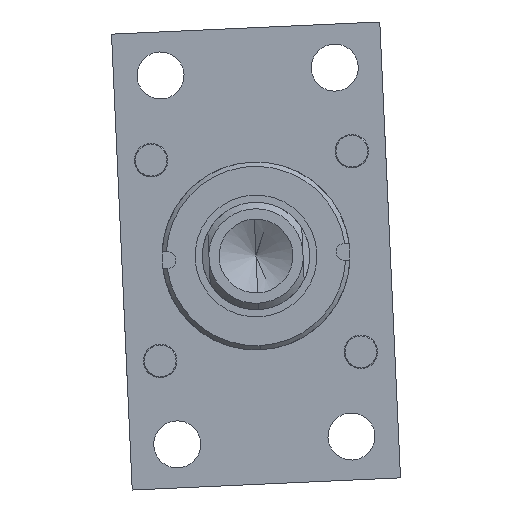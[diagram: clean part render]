
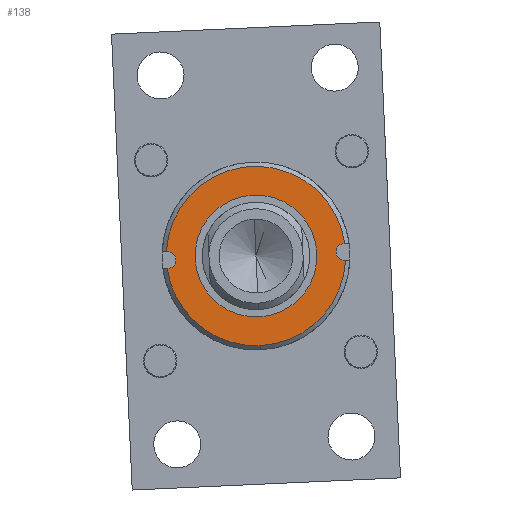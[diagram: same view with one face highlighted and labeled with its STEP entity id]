
A CAD part, left-side view. The second image highlights one B-rep face of the part: STEP entity #138.
In plain terms, the highlighted face is planar.
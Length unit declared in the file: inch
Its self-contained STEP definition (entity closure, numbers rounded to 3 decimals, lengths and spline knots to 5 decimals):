
#123 = CARTESIAN_POINT ( 'NONE',  ( 19.33958, 29.80457, -2.69734 ) ) ;
#138 = ADVANCED_FACE ( 'NONE', ( #8489, #373 ), #5173, .F. ) ;
#335 = LINE ( 'NONE', #5567, #1863 ) ;
#373 = FACE_OUTER_BOUND ( 'NONE', #5899, .T. ) ;
#408 = CARTESIAN_POINT ( 'NONE',  ( 19.41758, 30.63592, -2.69734 ) ) ;
#439 = LINE ( 'NONE', #5681, #4628 ) ;
#485 = CIRCLE ( 'NONE', #8368, 0.5675 ) ;
#545 = EDGE_CURVE ( 'NONE', #3333, #7721, #3018, .T. ) ;
#612 = ORIENTED_EDGE ( 'NONE', *, *, #6556, .T. ) ;
#636 = VERTEX_POINT ( 'NONE', #8934 ) ;
#655 = ORIENTED_EDGE ( 'NONE', *, *, #1664, .F. ) ;
#830 = VERTEX_POINT ( 'NONE', #5337 ) ;
#903 = EDGE_CURVE ( 'NONE', #4513, #8415, #1491, .T. ) ;
#956 = ORIENTED_EDGE ( 'NONE', *, *, #545, .T. ) ;
#1135 = CARTESIAN_POINT ( 'NONE',  ( 19.41758, 30.63592, -2.69734 ) ) ;
#1142 = VERTEX_POINT ( 'NONE', #2023 ) ;
#1151 = CARTESIAN_POINT ( 'NONE',  ( 19.41758, 31.20342, -2.69734 ) ) ;
#1329 = DIRECTION ( 'NONE',  ( 0., 0., 1. ) ) ;
#1398 = VECTOR ( 'NONE', #4768, 39.37008 ) ;
#1433 = ORIENTED_EDGE ( 'NONE', *, *, #8550, .F. ) ;
#1434 = ORIENTED_EDGE ( 'NONE', *, *, #6759, .T. ) ;
#1485 = CARTESIAN_POINT ( 'NONE',  ( 19.41758, 29.81218, -2.69734 ) ) ;
#1491 = CIRCLE ( 'NONE', #5222, 0.835 ) ;
#1576 = DIRECTION ( 'NONE',  ( 0., -1., 0. ) ) ;
#1646 = DIRECTION ( 'NONE',  ( 1., 0., 0. ) ) ;
#1664 = EDGE_CURVE ( 'NONE', #1837, #830, #8058, .T. ) ;
#1673 = DIRECTION ( 'NONE',  ( 0., 1., 0. ) ) ;
#1837 = VERTEX_POINT ( 'NONE', #6418 ) ;
#1863 = VECTOR ( 'NONE', #1576, 39.37008 ) ;
#1879 = VERTEX_POINT ( 'NONE', #3560 ) ;
#2023 = CARTESIAN_POINT ( 'NONE',  ( 19.49558, 29.80457, -2.69734 ) ) ;
#2191 = VERTEX_POINT ( 'NONE', #4746 ) ;
#2344 = DIRECTION ( 'NONE',  ( 1., 0., 0. ) ) ;
#2354 = DIRECTION ( 'NONE',  ( -1., 0., 0. ) ) ;
#2363 = CARTESIAN_POINT ( 'NONE',  ( 18.58258, 30.63592, -2.69734 ) ) ;
#2446 = DIRECTION ( 'NONE',  ( 0., 0., 1. ) ) ;
#2448 = CARTESIAN_POINT ( 'NONE',  ( 19.41758, 30.63592, -2.69734 ) ) ;
#2671 = DIRECTION ( 'NONE',  ( -1., 0., 0. ) ) ;
#2742 = DIRECTION ( 'NONE',  ( 0., 0., -1. ) ) ;
#2763 = ORIENTED_EDGE ( 'NONE', *, *, #6837, .T. ) ;
#3018 = CIRCLE ( 'NONE', #3295, 0.078 ) ;
#3193 = EDGE_CURVE ( 'NONE', #830, #1837, #485, .T. ) ;
#3295 = AXIS2_PLACEMENT_3D ( 'NONE', #1485, #6715, #2671 ) ;
#3333 = VERTEX_POINT ( 'NONE', #6470 ) ;
#3464 = AXIS2_PLACEMENT_3D ( 'NONE', #1135, #6390, #2344 ) ;
#3560 = CARTESIAN_POINT ( 'NONE',  ( 19.49558, 31.46727, -2.69734 ) ) ;
#3592 = LINE ( 'NONE', #8839, #1398 ) ;
#3621 = DIRECTION ( 'NONE',  ( 1., 0., 0. ) ) ;
#3823 = CARTESIAN_POINT ( 'NONE',  ( 19.49558, 31.20342, -2.69734 ) ) ;
#4439 = AXIS2_PLACEMENT_3D ( 'NONE', #5328, #1329, #6574 ) ;
#4513 = VERTEX_POINT ( 'NONE', #2363 ) ;
#4628 = VECTOR ( 'NONE', #1673, 39.37008 ) ;
#4746 = CARTESIAN_POINT ( 'NONE',  ( 19.33958, 31.45966, -2.69734 ) ) ;
#4768 = DIRECTION ( 'NONE',  ( 0., 1., 0. ) ) ;
#4866 = EDGE_CURVE ( 'NONE', #8415, #3333, #439, .T. ) ;
#4957 = EDGE_LOOP ( 'NONE', ( #655, #8287 ) ) ;
#5173 = PLANE ( 'NONE',  #5585 ) ;
#5222 = AXIS2_PLACEMENT_3D ( 'NONE', #408, #5651, #1646 ) ;
#5328 = CARTESIAN_POINT ( 'NONE',  ( 19.41758, 30.63592, -2.69734 ) ) ;
#5337 = CARTESIAN_POINT ( 'NONE',  ( 18.85008, 30.63592, -2.69734 ) ) ;
#5567 = CARTESIAN_POINT ( 'NONE',  ( 19.33958, 31.20342, -2.69734 ) ) ;
#5585 = AXIS2_PLACEMENT_3D ( 'NONE', #1151, #6404, #2354 ) ;
#5651 = DIRECTION ( 'NONE',  ( 0., 0., 1. ) ) ;
#5681 = CARTESIAN_POINT ( 'NONE',  ( 19.33958, 31.20342, -2.69734 ) ) ;
#5824 = VECTOR ( 'NONE', #6389, 39.37008 ) ;
#5899 = EDGE_LOOP ( 'NONE', ( #1433, #6792, #612, #2763, #8836, #1434, #7399, #6461, #956 ) ) ;
#6155 = CIRCLE ( 'NONE', #4439, 0.835 ) ;
#6178 = VERTEX_POINT ( 'NONE', #6290 ) ;
#6290 = CARTESIAN_POINT ( 'NONE',  ( 19.33958, 31.46727, -2.69734 ) ) ;
#6351 = LINE ( 'NONE', #3823, #5824 ) ;
#6389 = DIRECTION ( 'NONE',  ( 0., -1., 0. ) ) ;
#6390 = DIRECTION ( 'NONE',  ( 0., 0., 1. ) ) ;
#6404 = DIRECTION ( 'NONE',  ( 0., 0., -1. ) ) ;
#6418 = CARTESIAN_POINT ( 'NONE',  ( 19.98508, 30.63592, -2.69734 ) ) ;
#6461 = ORIENTED_EDGE ( 'NONE', *, *, #4866, .T. ) ;
#6470 = CARTESIAN_POINT ( 'NONE',  ( 19.33958, 29.81218, -2.69734 ) ) ;
#6489 = CARTESIAN_POINT ( 'NONE',  ( 19.41758, 30.63592, -2.69734 ) ) ;
#6556 = EDGE_CURVE ( 'NONE', #1879, #636, #6351, .T. ) ;
#6574 = DIRECTION ( 'NONE',  ( 1., 0., 0. ) ) ;
#6683 = AXIS2_PLACEMENT_3D ( 'NONE', #6489, #2446, #7697 ) ;
#6715 = DIRECTION ( 'NONE',  ( 0., 0., -1. ) ) ;
#6759 = EDGE_CURVE ( 'NONE', #6178, #4513, #8328, .T. ) ;
#6789 = CARTESIAN_POINT ( 'NONE',  ( 19.41758, 31.45966, -2.69734 ) ) ;
#6792 = ORIENTED_EDGE ( 'NONE', *, *, #7607, .T. ) ;
#6837 = EDGE_CURVE ( 'NONE', #636, #2191, #7916, .T. ) ;
#6926 = EDGE_CURVE ( 'NONE', #6178, #2191, #335, .T. ) ;
#7399 = ORIENTED_EDGE ( 'NONE', *, *, #903, .T. ) ;
#7607 = EDGE_CURVE ( 'NONE', #1142, #1879, #6155, .T. ) ;
#7697 = DIRECTION ( 'NONE',  ( 1., 0., 0. ) ) ;
#7700 = DIRECTION ( 'NONE',  ( 0., 0., 1. ) ) ;
#7721 = VERTEX_POINT ( 'NONE', #8815 ) ;
#7916 = CIRCLE ( 'NONE', #8468, 0.078 ) ;
#8005 = DIRECTION ( 'NONE',  ( -1., 0., 0. ) ) ;
#8058 = CIRCLE ( 'NONE', #3464, 0.5675 ) ;
#8287 = ORIENTED_EDGE ( 'NONE', *, *, #3193, .F. ) ;
#8328 = CIRCLE ( 'NONE', #6683, 0.835 ) ;
#8368 = AXIS2_PLACEMENT_3D ( 'NONE', #2448, #7700, #3621 ) ;
#8415 = VERTEX_POINT ( 'NONE', #123 ) ;
#8468 = AXIS2_PLACEMENT_3D ( 'NONE', #6789, #2742, #8005 ) ;
#8489 = FACE_BOUND ( 'NONE', #4957, .T. ) ;
#8550 = EDGE_CURVE ( 'NONE', #1142, #7721, #3592, .T. ) ;
#8815 = CARTESIAN_POINT ( 'NONE',  ( 19.49558, 29.81218, -2.69734 ) ) ;
#8836 = ORIENTED_EDGE ( 'NONE', *, *, #6926, .F. ) ;
#8839 = CARTESIAN_POINT ( 'NONE',  ( 19.49558, 31.20342, -2.69734 ) ) ;
#8934 = CARTESIAN_POINT ( 'NONE',  ( 19.49558, 31.45966, -2.69734 ) ) ;
